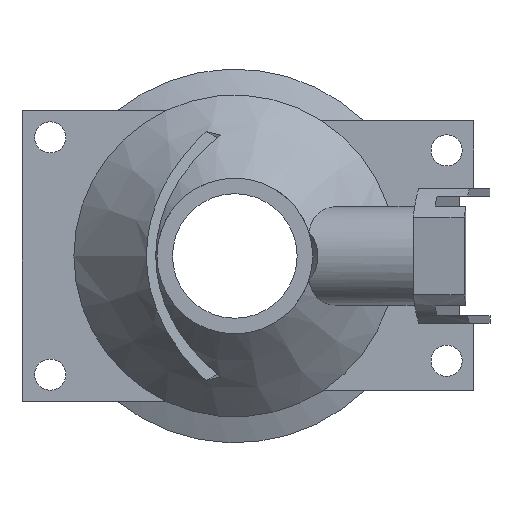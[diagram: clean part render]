
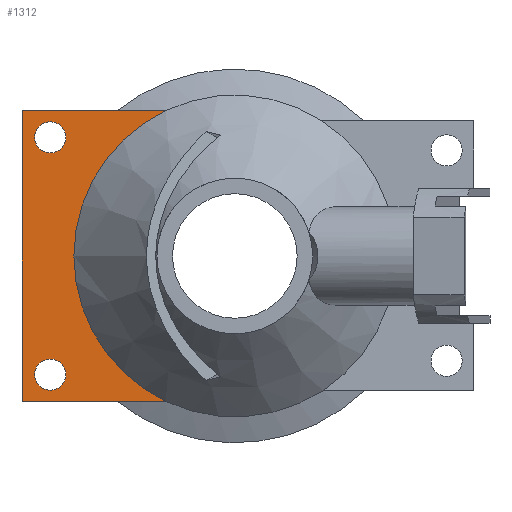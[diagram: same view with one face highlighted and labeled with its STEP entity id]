
A CAD part, front view. The second image highlights one B-rep face of the part: STEP entity #1312.
In plain terms, the highlighted planar face has unit normal (0, -1, 0).
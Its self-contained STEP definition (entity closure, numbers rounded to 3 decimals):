
#27=FACE_BOUND('',#430,.T.);
#28=FACE_BOUND('',#431,.T.);
#66=PLANE('',#1445);
#147=LINE('',#2271,#250);
#150=LINE('',#2277,#253);
#170=LINE('',#2345,#273);
#250=VECTOR('',#1689,10.);
#253=VECTOR('',#1694,10.);
#273=VECTOR('',#1762,10.);
#355=FACE_OUTER_BOUND('',#429,.T.);
#429=EDGE_LOOP('',(#1179,#1180,#1181,#1182,#1183));
#430=EDGE_LOOP('',(#1184));
#431=EDGE_LOOP('',(#1185));
#479=CIRCLE('',#1407,15.5);
#481=CIRCLE('',#1409,15.5);
#485=CIRCLE('',#1421,1.5);
#487=CIRCLE('',#1424,1.5);
#554=VERTEX_POINT('',#2043);
#623=VERTEX_POINT('',#2242);
#624=VERTEX_POINT('',#2244);
#630=VERTEX_POINT('',#2269);
#632=VERTEX_POINT('',#2275);
#636=VERTEX_POINT('',#2289);
#638=VERTEX_POINT('',#2295);
#788=EDGE_CURVE('',#623,#624,#479,.T.);
#790=EDGE_CURVE('',#554,#623,#481,.T.);
#799=EDGE_CURVE('',#554,#630,#147,.T.);
#802=EDGE_CURVE('',#630,#632,#150,.T.);
#809=EDGE_CURVE('',#636,#636,#485,.T.);
#812=EDGE_CURVE('',#638,#638,#487,.T.);
#834=EDGE_CURVE('',#632,#624,#170,.T.);
#1179=ORIENTED_EDGE('',*,*,#799,.T.);
#1180=ORIENTED_EDGE('',*,*,#802,.T.);
#1181=ORIENTED_EDGE('',*,*,#834,.T.);
#1182=ORIENTED_EDGE('',*,*,#788,.F.);
#1183=ORIENTED_EDGE('',*,*,#790,.F.);
#1184=ORIENTED_EDGE('',*,*,#809,.T.);
#1185=ORIENTED_EDGE('',*,*,#812,.T.);
#1312=ADVANCED_FACE('',(#355,#27,#28),#66,.F.);
#1407=AXIS2_PLACEMENT_3D('',#2245,#1672,#1673);
#1409=AXIS2_PLACEMENT_3D('',#2247,#1676,#1677);
#1421=AXIS2_PLACEMENT_3D('',#2291,#1710,#1711);
#1424=AXIS2_PLACEMENT_3D('',#2297,#1717,#1718);
#1445=AXIS2_PLACEMENT_3D('',#2354,#1777,#1778);
#1672=DIRECTION('center_axis',(0.,-1.,0.));
#1673=DIRECTION('ref_axis',(1.,0.,0.));
#1676=DIRECTION('center_axis',(0.,-1.,0.));
#1677=DIRECTION('ref_axis',(1.,0.,0.));
#1689=DIRECTION('',(-1.,0.,0.));
#1694=DIRECTION('',(0.,0.,-1.));
#1710=DIRECTION('center_axis',(0.,1.,0.));
#1711=DIRECTION('ref_axis',(-1.,0.,0.));
#1717=DIRECTION('center_axis',(0.,1.,0.));
#1718=DIRECTION('ref_axis',(-1.,0.,0.));
#1762=DIRECTION('',(1.,0.,0.));
#1777=DIRECTION('center_axis',(0.,1.,0.));
#1778=DIRECTION('ref_axis',(-1.,0.,0.));
#2043=CARTESIAN_POINT('',(-6.652,8.5,14.));
#2242=CARTESIAN_POINT('',(-15.5,8.5,0.));
#2244=CARTESIAN_POINT('',(-6.652,8.5,-14.));
#2245=CARTESIAN_POINT('Origin',(0.,8.5,0.));
#2247=CARTESIAN_POINT('Origin',(0.,8.5,0.));
#2269=CARTESIAN_POINT('',(-20.5,8.5,14.));
#2271=CARTESIAN_POINT('',(-1.,8.5,14.));
#2275=CARTESIAN_POINT('',(-20.5,8.5,-14.));
#2277=CARTESIAN_POINT('',(-20.5,8.5,-7.));
#2289=CARTESIAN_POINT('',(-16.28,8.5,11.43));
#2291=CARTESIAN_POINT('Origin',(-17.78,8.5,11.43));
#2295=CARTESIAN_POINT('',(-16.28,8.5,-11.43));
#2297=CARTESIAN_POINT('Origin',(-17.78,8.5,-11.43));
#2345=CARTESIAN_POINT('',(-21.,8.5,-14.));
#2354=CARTESIAN_POINT('Origin',(-13.193,8.5,0.));
